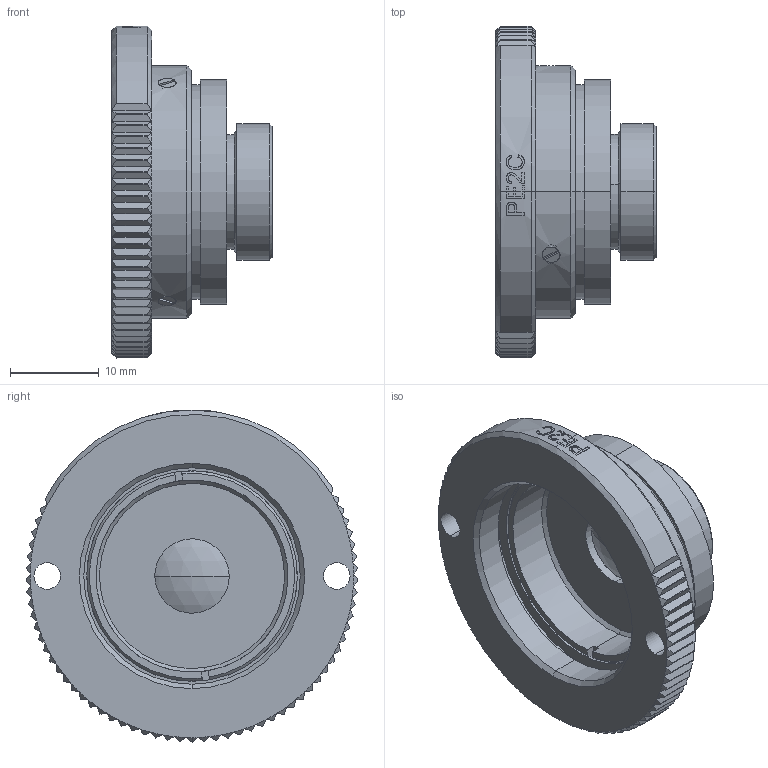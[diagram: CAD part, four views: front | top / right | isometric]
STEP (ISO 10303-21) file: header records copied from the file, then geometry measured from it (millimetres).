
FILE_DESCRIPTION (( 'STEP AP203' ), '1' );
FILE_NAME ('VA-LADAP-LCM-2xF-015.STEP', '2024-12-30T09:02:01', ( 'Windows User' ), ( 'P R C' ), 'SwSTEP 2.0', 'SolidWorks 2020', '' );
FILE_SCHEMA (( 'CONFIG_CONTROL_DESIGN' ));
Length unit declared in the file: inch
Products named in the file (1): VA-LADAP-LCM-2xF-015
Bounding box: 18.14 x 37.49 x 37.5 mm (x, y, z)
Volume: 6295.9 mm3; surface area: 7702.5 mm2
Topology: 9 solids, 10 shells, 539 faces, 1226 edges, 729 vertices
Faces by surface type: plane 191, cone 160, cylinder 148, bspline 26, sphere 12, torus 2
Entity records: 18435 total; most frequent: CARTESIAN_POINT 6642, ORIENTED_EDGE 2448, DIRECTION 2418, EDGE_CURVE 1224, AXIS2_PLACEMENT_3D 1021, VERTEX_POINT 729, EDGE_LOOP 587, ADVANCED_FACE 539
